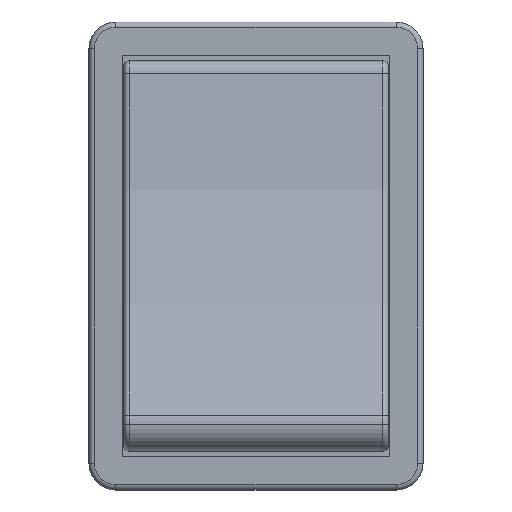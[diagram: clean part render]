
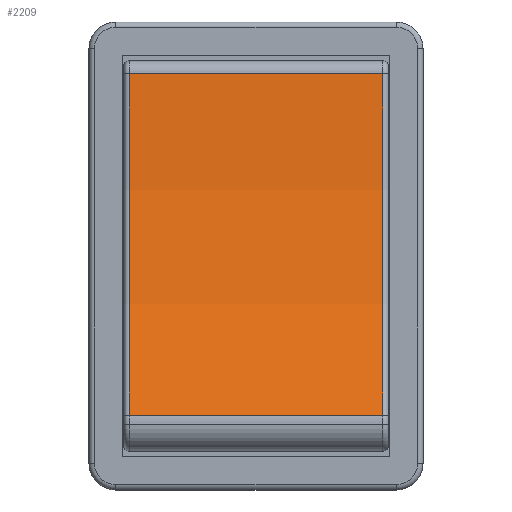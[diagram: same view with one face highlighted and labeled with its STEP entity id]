
A CAD part, top view. The second image highlights one B-rep face of the part: STEP entity #2209.
In plain terms, the highlighted cylindrical face has radius 405.208 mm (diameter 810.416 mm), a partial arc.
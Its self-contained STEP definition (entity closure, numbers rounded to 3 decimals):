
#15 = LINE ( 'NONE', #3205, #1457 ) ;
#20 = LINE ( 'NONE', #728, #3523 ) ;
#32 = VERTEX_POINT ( 'NONE', #3609 ) ;
#126 = CARTESIAN_POINT ( 'NONE',  ( 47.5, -59.552, 54.787 ) ) ;
#273 = CARTESIAN_POINT ( 'NONE',  ( -47.5, -59.552, 54.787 ) ) ;
#296 = CIRCLE ( 'NONE', #4760, 405.208 ) ;
#728 = CARTESIAN_POINT ( 'NONE',  ( 49.5, -59.552, 54.787 ) ) ;
#1017 = DIRECTION ( 'NONE',  ( -1., 0., 0. ) ) ;
#1050 = DIRECTION ( 'NONE',  ( 1., 0., 0. ) ) ;
#1394 = EDGE_CURVE ( 'NONE', #32, #4842, #296, .T. ) ;
#1457 = VECTOR ( 'NONE', #1017, 1000. ) ;
#1511 = CIRCLE ( 'NONE', #3913, 405.208 ) ;
#1805 = DIRECTION ( 'NONE',  ( -1., 0., 0. ) ) ;
#1878 = FACE_OUTER_BOUND ( 'NONE', #4233, .T. ) ;
#2209 = ADVANCED_FACE ( 'NONE', ( #1878 ), #4104, .F. ) ;
#2323 = ORIENTED_EDGE ( 'NONE', *, *, #2734, .F. ) ;
#2556 = AXIS2_PLACEMENT_3D ( 'NONE', #5233, #3749, #3828 ) ;
#2709 = VERTEX_POINT ( 'NONE', #5433 ) ;
#2718 = ORIENTED_EDGE ( 'NONE', *, *, #3195, .T. ) ;
#2734 = EDGE_CURVE ( 'NONE', #3181, #4842, #20, .T. ) ;
#3030 = DIRECTION ( 'NONE',  ( 0., 0., 1. ) ) ;
#3181 = VERTEX_POINT ( 'NONE', #126 ) ;
#3195 = EDGE_CURVE ( 'NONE', #2709, #32, #15, .T. ) ;
#3205 = CARTESIAN_POINT ( 'NONE',  ( 49.5, 68.148, 30.115 ) ) ;
#3349 = CARTESIAN_POINT ( 'NONE',  ( -47.5, 80.167, 435.145 ) ) ;
#3523 = VECTOR ( 'NONE', #4253, 1000. ) ;
#3609 = CARTESIAN_POINT ( 'NONE',  ( -47.5, 68.148, 30.115 ) ) ;
#3672 = CARTESIAN_POINT ( 'NONE',  ( 47.5, 80.167, 435.145 ) ) ;
#3749 = DIRECTION ( 'NONE',  ( -1., 0., 0. ) ) ;
#3828 = DIRECTION ( 'NONE',  ( 0., 0., 1. ) ) ;
#3848 = EDGE_CURVE ( 'NONE', #3181, #2709, #1511, .T. ) ;
#3913 = AXIS2_PLACEMENT_3D ( 'NONE', #3672, #1050, #4139 ) ;
#4104 = CYLINDRICAL_SURFACE ( 'NONE', #2556, 405.208 ) ;
#4139 = DIRECTION ( 'NONE',  ( 0., 0., 1. ) ) ;
#4233 = EDGE_LOOP ( 'NONE', ( #2718, #4371, #2323, #4314 ) ) ;
#4253 = DIRECTION ( 'NONE',  ( -1., 0., 0. ) ) ;
#4314 = ORIENTED_EDGE ( 'NONE', *, *, #3848, .T. ) ;
#4371 = ORIENTED_EDGE ( 'NONE', *, *, #1394, .T. ) ;
#4760 = AXIS2_PLACEMENT_3D ( 'NONE', #3349, #1805, #3030 ) ;
#4842 = VERTEX_POINT ( 'NONE', #273 ) ;
#5233 = CARTESIAN_POINT ( 'NONE',  ( 49.5, 80.167, 435.145 ) ) ;
#5433 = CARTESIAN_POINT ( 'NONE',  ( 47.5, 68.148, 30.115 ) ) ;
